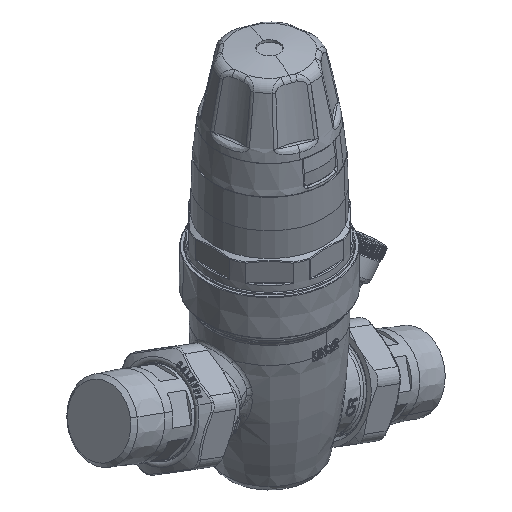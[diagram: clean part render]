
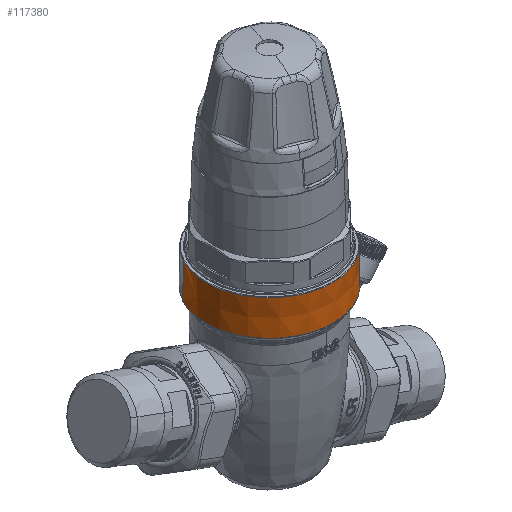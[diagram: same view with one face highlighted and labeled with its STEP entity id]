
A CAD part, isometric view. The second image highlights one B-rep face of the part: STEP entity #117380.
In plain terms, the highlighted conical face has half-angle 0.5 degrees and reference radius 38.85 mm.
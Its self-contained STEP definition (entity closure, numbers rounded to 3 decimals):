
#96724=CARTESIAN_POINT('Vertex',(-34.096,18.627,58.189)) ;
#96727=CARTESIAN_POINT('Axis2P3D Location',(0.,0.,58.189)) ;
#96731=CARTESIAN_POINT('Vertex',(34.096,-18.627,58.189)) ;
#117350=CARTESIAN_POINT('Axis2P3D Location',(0.,0.,58.487)) ;
#117355=CARTESIAN_POINT('Line Origine',(-34.178,18.672,47.487)) ;
#117359=CARTESIAN_POINT('Vertex',(-34.26,18.716,36.789)) ;
#117362=CARTESIAN_POINT('Axis2P3D Location',(0.,0.,36.789)) ;
#117366=CARTESIAN_POINT('Vertex',(34.26,-18.716,36.789)) ;
#117369=CARTESIAN_POINT('Line Origine',(34.178,-18.672,47.487)) ;
#96728=DIRECTION('Axis2P3D Direction',(0.,0.,-1.)) ;
#117351=DIRECTION('Axis2P3D Direction',(0.,0.,-1.)) ;
#117352=DIRECTION('Axis2P3D XDirection',(0.878,-0.479,0.)) ;
#117356=DIRECTION('Vector Direction',(-0.008,0.004,-1.)) ;
#117363=DIRECTION('Axis2P3D Direction',(0.,0.,-1.)) ;
#117370=DIRECTION('Vector Direction',(0.008,-0.004,-1.)) ;
#96729=AXIS2_PLACEMENT_3D('Circle Axis2P3D',#96727,#96728,$) ;
#117353=AXIS2_PLACEMENT_3D('Cone Axis2P3D',#117350,#117351,#117352) ;
#117364=AXIS2_PLACEMENT_3D('Circle Axis2P3D',#117362,#117363,$) ;
#117375=ORIENTED_EDGE('',*,*,#117361,.F.) ;
#117376=ORIENTED_EDGE('',*,*,#117368,.F.) ;
#117377=ORIENTED_EDGE('',*,*,#117373,.T.) ;
#117378=ORIENTED_EDGE('',*,*,#96733,.F.) ;
#117357=VECTOR('Line Direction',#117356,1.) ;
#117371=VECTOR('Line Direction',#117370,1.) ;
#117380=ADVANCED_FACE('PartBody',(#117379),#117354,.T.) ;
#96730=CIRCLE('generated circle',#96729,38.853) ;
#117365=CIRCLE('generated circle',#117364,39.039) ;
#117354=CONICAL_SURFACE('Cone',#117353,38.85,0.009) ;
#96733=EDGE_CURVE('',#96725,#96732,#96730,.F.) ;
#117361=EDGE_CURVE('',#117360,#96725,#117358,.F.) ;
#117368=EDGE_CURVE('',#117367,#117360,#117365,.T.) ;
#117373=EDGE_CURVE('',#117367,#96732,#117372,.F.) ;
#117374=EDGE_LOOP('',(#117375,#117376,#117377,#117378)) ;
#117379=FACE_OUTER_BOUND('',#117374,.T.) ;
#117358=LINE('Line',#117355,#117357) ;
#117372=LINE('Line',#117369,#117371) ;
#96725=VERTEX_POINT('',#96724) ;
#96732=VERTEX_POINT('',#96731) ;
#117360=VERTEX_POINT('',#117359) ;
#117367=VERTEX_POINT('',#117366) ;
